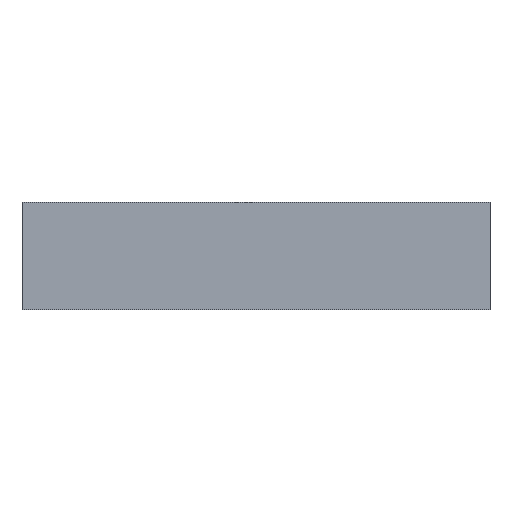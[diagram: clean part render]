
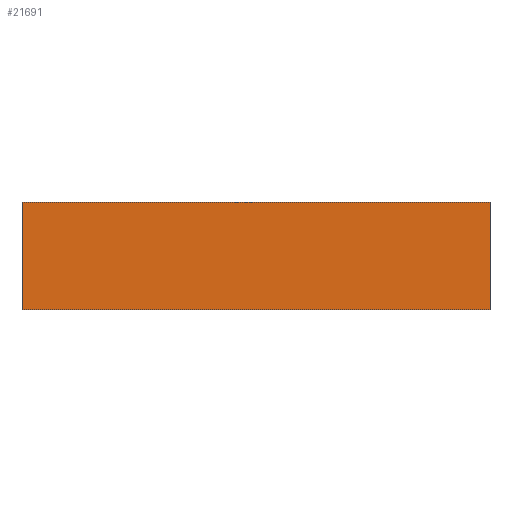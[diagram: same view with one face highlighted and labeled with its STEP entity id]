
A CAD part, front view. The second image highlights one B-rep face of the part: STEP entity #21691.
In plain terms, the highlighted planar face has unit normal (0, -1, 0).
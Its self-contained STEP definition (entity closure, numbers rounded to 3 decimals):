
#503 = VERTEX_POINT ( 'NONE', #25240 ) ;
#1874 = DIRECTION ( 'NONE',  ( 0., -1., 0. ) ) ;
#2568 = CARTESIAN_POINT ( 'NONE',  ( -284., -15., -65. ) ) ;
#3212 = DIRECTION ( 'NONE',  ( 1., 0., 0. ) ) ;
#4416 = CARTESIAN_POINT ( 'NONE',  ( -284., -15., 65. ) ) ;
#5509 = CARTESIAN_POINT ( 'NONE',  ( -284., -15., 65. ) ) ;
#5670 = DIRECTION ( 'NONE',  ( 0., 0., -1. ) ) ;
#7081 = DIRECTION ( 'NONE',  ( 0., 0., -1. ) ) ;
#7755 = VECTOR ( 'NONE', #32831, 1000. ) ;
#8418 = LINE ( 'NONE', #19342, #27534 ) ;
#10172 = CARTESIAN_POINT ( 'NONE',  ( 284., -15., 65. ) ) ;
#10327 = LINE ( 'NONE', #27535, #12167 ) ;
#10708 = LINE ( 'NONE', #5509, #19662 ) ;
#11113 = ORIENTED_EDGE ( 'NONE', *, *, #17615, .T. ) ;
#12167 = VECTOR ( 'NONE', #35074, 1000. ) ;
#15789 = CARTESIAN_POINT ( 'NONE',  ( -284., -15., 65. ) ) ;
#17615 = EDGE_CURVE ( 'NONE', #25736, #33153, #32646, .T. ) ;
#19342 = CARTESIAN_POINT ( 'NONE',  ( -284., -15., -65. ) ) ;
#19662 = VECTOR ( 'NONE', #5670, 1000. ) ;
#20722 = EDGE_CURVE ( 'NONE', #503, #25736, #10327, .T. ) ;
#21691 = ADVANCED_FACE ( 'NONE', ( #22303 ), #34139, .T. ) ;
#21753 = ORIENTED_EDGE ( 'NONE', *, *, #22323, .T. ) ;
#22303 = FACE_OUTER_BOUND ( 'NONE', #22375, .T. ) ;
#22323 = EDGE_CURVE ( 'NONE', #33153, #27162, #10708, .T. ) ;
#22375 = EDGE_LOOP ( 'NONE', ( #21753, #27267, #34931, #11113 ) ) ;
#23641 = AXIS2_PLACEMENT_3D ( 'NONE', #23742, #1874, #7081 ) ;
#23742 = CARTESIAN_POINT ( 'NONE',  ( 0., -15., 0. ) ) ;
#25240 = CARTESIAN_POINT ( 'NONE',  ( 284., -15., -65. ) ) ;
#25736 = VERTEX_POINT ( 'NONE', #10172 ) ;
#27162 = VERTEX_POINT ( 'NONE', #2568 ) ;
#27267 = ORIENTED_EDGE ( 'NONE', *, *, #31854, .T. ) ;
#27534 = VECTOR ( 'NONE', #3212, 1000. ) ;
#27535 = CARTESIAN_POINT ( 'NONE',  ( 284., -15., 65. ) ) ;
#31854 = EDGE_CURVE ( 'NONE', #27162, #503, #8418, .T. ) ;
#32646 = LINE ( 'NONE', #15789, #7755 ) ;
#32831 = DIRECTION ( 'NONE',  ( -1., 0., 0. ) ) ;
#33153 = VERTEX_POINT ( 'NONE', #4416 ) ;
#34139 = PLANE ( 'NONE',  #23641 ) ;
#34931 = ORIENTED_EDGE ( 'NONE', *, *, #20722, .T. ) ;
#35074 = DIRECTION ( 'NONE',  ( 0., 0., 1. ) ) ;
